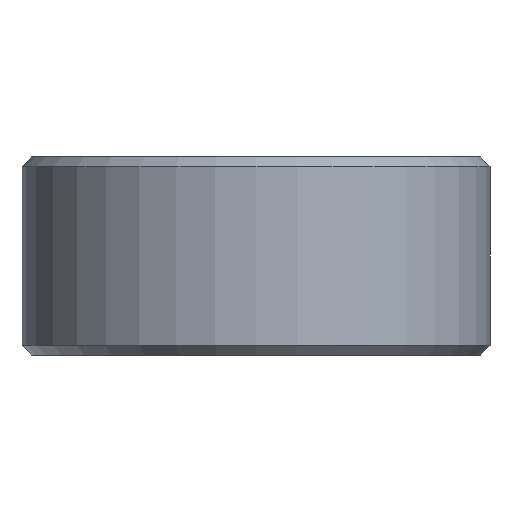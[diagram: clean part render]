
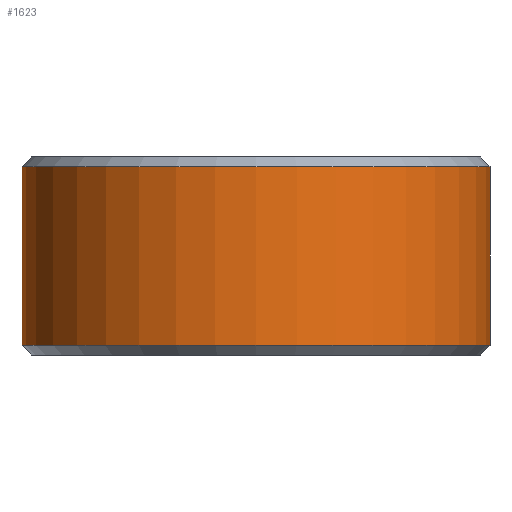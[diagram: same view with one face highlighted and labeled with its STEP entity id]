
A CAD part, left-side view. The second image highlights one B-rep face of the part: STEP entity #1623.
In plain terms, the highlighted cylindrical face has radius 23.625 mm (diameter 47.25 mm), a partial arc.
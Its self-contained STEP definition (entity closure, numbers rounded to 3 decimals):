
#42=CYLINDRICAL_SURFACE('',#1830,23.625);
#61=CIRCLE('',#1673,23.625);
#103=CIRCLE('',#1758,23.625);
#281=FACE_OUTER_BOUND('',#385,.T.);
#385=EDGE_LOOP('',(#1481,#1482,#1483,#1484));
#443=LINE('',#2568,#585);
#528=LINE('',#2827,#670);
#585=VECTOR('',#2051,10.);
#670=VECTOR('',#2360,10.);
#701=VERTEX_POINT('',#2453);
#703=VERTEX_POINT('',#2458);
#736=VERTEX_POINT('',#2566);
#760=VERTEX_POINT('',#2659);
#844=EDGE_CURVE('',#703,#701,#61,.T.);
#899=EDGE_CURVE('',#703,#736,#443,.T.);
#945=EDGE_CURVE('',#760,#736,#103,.T.);
#1028=EDGE_CURVE('',#701,#760,#528,.T.);
#1481=ORIENTED_EDGE('',*,*,#844,.F.);
#1482=ORIENTED_EDGE('',*,*,#899,.T.);
#1483=ORIENTED_EDGE('',*,*,#945,.F.);
#1484=ORIENTED_EDGE('',*,*,#1028,.F.);
#1623=ADVANCED_FACE('',(#281),#42,.T.);
#1673=AXIS2_PLACEMENT_3D('',#2460,#1930,#1931);
#1758=AXIS2_PLACEMENT_3D('',#2661,#2159,#2160);
#1830=AXIS2_PLACEMENT_3D('',#2826,#2358,#2359);
#1930=DIRECTION('center_axis',(0.,0.,-1.));
#1931=DIRECTION('ref_axis',(-1.,0.,0.));
#2051=DIRECTION('',(0.,0.,1.));
#2159=DIRECTION('center_axis',(0.,0.,1.));
#2160=DIRECTION('ref_axis',(-1.,0.,0.));
#2358=DIRECTION('center_axis',(0.,0.,1.));
#2359=DIRECTION('ref_axis',(-1.,0.,0.));
#2360=DIRECTION('',(0.,0.,1.));
#2453=CARTESIAN_POINT('',(0.,23.625,1.));
#2458=CARTESIAN_POINT('',(0.,-23.625,1.));
#2460=CARTESIAN_POINT('Origin',(0.,0.,1.));
#2566=CARTESIAN_POINT('',(0.,-23.625,19.));
#2568=CARTESIAN_POINT('',(0.,-23.625,0.));
#2659=CARTESIAN_POINT('',(0.,23.625,19.));
#2661=CARTESIAN_POINT('Origin',(0.,0.,19.));
#2826=CARTESIAN_POINT('Origin',(0.,0.,0.));
#2827=CARTESIAN_POINT('',(0.,23.625,0.));
